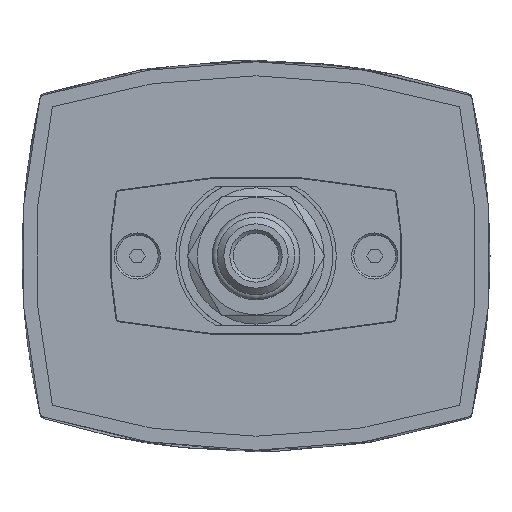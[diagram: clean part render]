
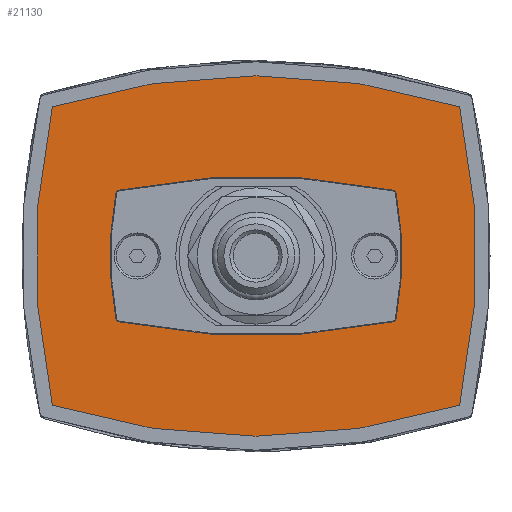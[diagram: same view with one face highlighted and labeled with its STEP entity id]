
A CAD part, front view. The second image highlights one B-rep face of the part: STEP entity #21130.
In plain terms, the highlighted planar face has unit normal (0, -1, 0).
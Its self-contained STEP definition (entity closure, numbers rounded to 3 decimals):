
#140=FACE_BOUND('',#7153,.T.);
#275=PLANE('',#22414);
#6010=FACE_OUTER_BOUND('',#7152,.T.);
#7152=EDGE_LOOP('',(#14405,#14406,#14407,#14408));
#7153=EDGE_LOOP('',(#14409,#14410,#14411,#14412,#14413,#14414,#14415,#14416));
#8393=CIRCLE('',#22379,48.4);
#8395=CIRCLE('',#22382,0.6);
#8397=CIRCLE('',#22385,98.5);
#8399=CIRCLE('',#22388,0.6);
#8401=CIRCLE('',#22391,48.4);
#8403=CIRCLE('',#22394,0.6);
#8405=CIRCLE('',#22397,98.5);
#8407=CIRCLE('',#22400,0.6);
#8409=CIRCLE('',#22403,98.);
#8411=CIRCLE('',#22406,98.);
#8413=CIRCLE('',#22409,98.);
#8415=CIRCLE('',#22412,98.);
#9044=VERTEX_POINT('',#30556);
#9045=VERTEX_POINT('',#30557);
#9048=VERTEX_POINT('',#30565);
#9050=VERTEX_POINT('',#30571);
#9052=VERTEX_POINT('',#30577);
#9054=VERTEX_POINT('',#30583);
#9056=VERTEX_POINT('',#30589);
#9058=VERTEX_POINT('',#30595);
#9060=VERTEX_POINT('',#30604);
#9061=VERTEX_POINT('',#30605);
#9064=VERTEX_POINT('',#30613);
#9066=VERTEX_POINT('',#30619);
#11114=EDGE_CURVE('',#9044,#9045,#8393,.T.);
#11118=EDGE_CURVE('',#9045,#9048,#8395,.T.);
#11121=EDGE_CURVE('',#9048,#9050,#8397,.T.);
#11124=EDGE_CURVE('',#9050,#9052,#8399,.T.);
#11127=EDGE_CURVE('',#9052,#9054,#8401,.T.);
#11130=EDGE_CURVE('',#9054,#9056,#8403,.T.);
#11133=EDGE_CURVE('',#9056,#9058,#8405,.T.);
#11136=EDGE_CURVE('',#9058,#9044,#8407,.T.);
#11138=EDGE_CURVE('',#9060,#9061,#8409,.T.);
#11142=EDGE_CURVE('',#9061,#9064,#8411,.T.);
#11145=EDGE_CURVE('',#9064,#9066,#8413,.T.);
#11148=EDGE_CURVE('',#9066,#9060,#8415,.T.);
#14405=ORIENTED_EDGE('',*,*,#11138,.F.);
#14406=ORIENTED_EDGE('',*,*,#11148,.F.);
#14407=ORIENTED_EDGE('',*,*,#11145,.F.);
#14408=ORIENTED_EDGE('',*,*,#11142,.F.);
#14409=ORIENTED_EDGE('',*,*,#11114,.T.);
#14410=ORIENTED_EDGE('',*,*,#11118,.T.);
#14411=ORIENTED_EDGE('',*,*,#11121,.T.);
#14412=ORIENTED_EDGE('',*,*,#11124,.T.);
#14413=ORIENTED_EDGE('',*,*,#11127,.T.);
#14414=ORIENTED_EDGE('',*,*,#11130,.T.);
#14415=ORIENTED_EDGE('',*,*,#11133,.T.);
#14416=ORIENTED_EDGE('',*,*,#11136,.T.);
#21130=ADVANCED_FACE('',(#6010,#140),#275,.T.);
#22379=AXIS2_PLACEMENT_3D('',#30558,#24315,#24316);
#22382=AXIS2_PLACEMENT_3D('',#30566,#24323,#24324);
#22385=AXIS2_PLACEMENT_3D('',#30572,#24330,#24331);
#22388=AXIS2_PLACEMENT_3D('',#30578,#24337,#24338);
#22391=AXIS2_PLACEMENT_3D('',#30584,#24344,#24345);
#22394=AXIS2_PLACEMENT_3D('',#30590,#24351,#24352);
#22397=AXIS2_PLACEMENT_3D('',#30596,#24358,#24359);
#22400=AXIS2_PLACEMENT_3D('',#30601,#24365,#24366);
#22403=AXIS2_PLACEMENT_3D('',#30606,#24371,#24372);
#22406=AXIS2_PLACEMENT_3D('',#30614,#24379,#24380);
#22409=AXIS2_PLACEMENT_3D('',#30620,#24386,#24387);
#22412=AXIS2_PLACEMENT_3D('',#30625,#24393,#24394);
#22414=AXIS2_PLACEMENT_3D('',#30627,#24397,#24398);
#24315=DIRECTION('center_axis',(0.,1.,0.));
#24316=DIRECTION('ref_axis',(0.983,0.,-0.185));
#24323=DIRECTION('center_axis',(0.,1.,0.));
#24324=DIRECTION('ref_axis',(0.199,0.,-0.98));
#24330=DIRECTION('center_axis',(0.,1.,0.));
#24331=DIRECTION('ref_axis',(-0.199,0.,-0.98));
#24337=DIRECTION('center_axis',(0.,1.,0.));
#24338=DIRECTION('ref_axis',(-0.983,0.,-0.185));
#24344=DIRECTION('center_axis',(0.,1.,0.));
#24345=DIRECTION('ref_axis',(-0.983,0.,0.185));
#24351=DIRECTION('center_axis',(0.,1.,0.));
#24352=DIRECTION('ref_axis',(-0.199,0.,0.98));
#24358=DIRECTION('center_axis',(0.,1.,0.));
#24359=DIRECTION('ref_axis',(0.199,0.,0.98));
#24365=DIRECTION('center_axis',(0.,1.,0.));
#24366=DIRECTION('ref_axis',(0.983,0.,0.185));
#24371=DIRECTION('center_axis',(0.,1.,0.));
#24372=DIRECTION('ref_axis',(0.976,0.,-0.218));
#24379=DIRECTION('center_axis',(0.,1.,0.));
#24380=DIRECTION('ref_axis',(-0.297,0.,-0.955));
#24386=DIRECTION('center_axis',(0.,1.,0.));
#24387=DIRECTION('ref_axis',(-0.976,0.,0.218));
#24393=DIRECTION('center_axis',(0.,1.,0.));
#24394=DIRECTION('ref_axis',(0.297,0.,0.955));
#24397=DIRECTION('center_axis',(0.,-1.,0.));
#24398=DIRECTION('ref_axis',(-1.,0.,0.));
#30556=CARTESIAN_POINT('',(20.064,0.,8.954));
#30557=CARTESIAN_POINT('',(20.064,0.,-8.954));
#30558=CARTESIAN_POINT('Origin',(-27.5,0.,
0.));
#30565=CARTESIAN_POINT('',(19.594,0.,-9.431));
#30566=CARTESIAN_POINT('Origin',(19.475,0.,
-8.843));
#30571=CARTESIAN_POINT('',(-19.594,0.,-9.431));
#30572=CARTESIAN_POINT('Origin',(0.,0.,
87.1));
#30577=CARTESIAN_POINT('',(-20.064,0.,-8.954));
#30578=CARTESIAN_POINT('Origin',(-19.475,0.,-8.843));
#30583=CARTESIAN_POINT('',(-20.064,0.,8.954));
#30584=CARTESIAN_POINT('Origin',(27.5,0.,0.));
#30589=CARTESIAN_POINT('',(-19.594,0.,9.431));
#30590=CARTESIAN_POINT('Origin',(-19.475,0.,
8.843));
#30595=CARTESIAN_POINT('',(19.594,0.,9.431));
#30596=CARTESIAN_POINT('Origin',(0.,0.,
-87.1));
#30601=CARTESIAN_POINT('Origin',(19.475,0.,
8.843));
#30604=CARTESIAN_POINT('',(-29.142,0.,-21.367));
#30605=CARTESIAN_POINT('',(-29.142,0.,21.367));
#30606=CARTESIAN_POINT('Origin',(66.5,0.,0.));
#30613=CARTESIAN_POINT('',(29.142,0.,21.367));
#30614=CARTESIAN_POINT('Origin',(0.,0.,
-72.2));
#30619=CARTESIAN_POINT('',(29.142,0.,-21.367));
#30620=CARTESIAN_POINT('Origin',(-66.5,0.,0.));
#30625=CARTESIAN_POINT('Origin',(0.,0.,
72.2));
#30627=CARTESIAN_POINT('Origin',(0.,0.,
0.));
